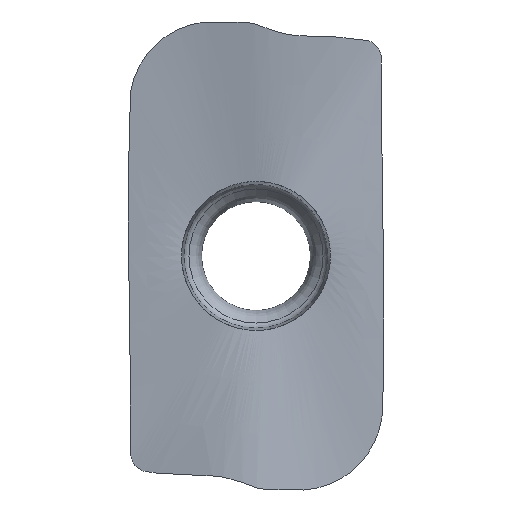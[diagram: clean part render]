
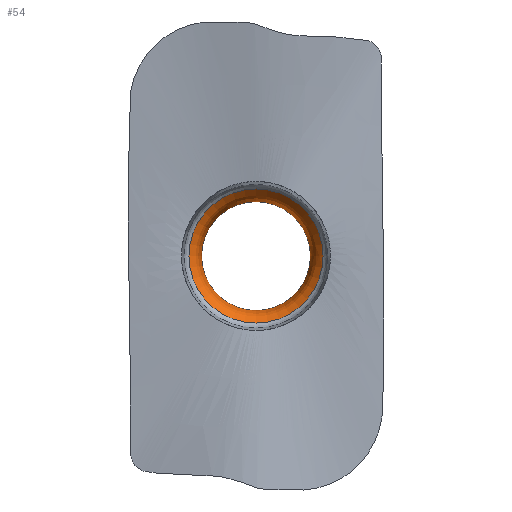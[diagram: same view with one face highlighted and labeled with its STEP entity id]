
A CAD part, top view. The second image highlights one B-rep face of the part: STEP entity #54.
In plain terms, the highlighted toroidal (fillet/blend) face has major radius 3.3 mm and minor radius 1.25 mm.
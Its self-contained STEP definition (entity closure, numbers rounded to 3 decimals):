
#37=TOROIDAL_SURFACE('',#264,3.3,1.25);
#43=CIRCLE('',#258,2.05);
#45=CIRCLE('',#261,2.527);
#54=ADVANCED_FACE('',(#74,#75),#37,.T.);
#74=FACE_BOUND('',#92,.T.);
#75=FACE_BOUND('',#93,.T.);
#92=EDGE_LOOP('',(#144));
#93=EDGE_LOOP('',(#145));
#144=ORIENTED_EDGE('',*,*,#195,.T.);
#145=ORIENTED_EDGE('',*,*,#197,.F.);
#169=VERTEX_POINT('',#4030);
#171=VERTEX_POINT('',#4035);
#195=EDGE_CURVE('',#169,#169,#43,.T.);
#197=EDGE_CURVE('',#171,#171,#45,.T.);
#258=AXIS2_PLACEMENT_3D('',#4029,#281,#282);
#261=AXIS2_PLACEMENT_3D('',#4034,#287,#288);
#264=AXIS2_PLACEMENT_3D('',#4038,#293,#294);
#281=DIRECTION('',(0.,0.,-1.));
#282=DIRECTION('',(1.,0.,0.));
#287=DIRECTION('',(0.,0.,-1.));
#288=DIRECTION('',(1.,0.,0.));
#293=DIRECTION('',(0.,0.,1.));
#294=DIRECTION('',(1.,0.,0.));
#4029=CARTESIAN_POINT('',(0.,0.,-3.82));
#4030=CARTESIAN_POINT('',(2.05,0.,-3.82));
#4034=CARTESIAN_POINT('',(0.,0.,-2.837));
#4035=CARTESIAN_POINT('',(2.527,0.,-2.837));
#4038=CARTESIAN_POINT('',(0.,0.,-3.82));
